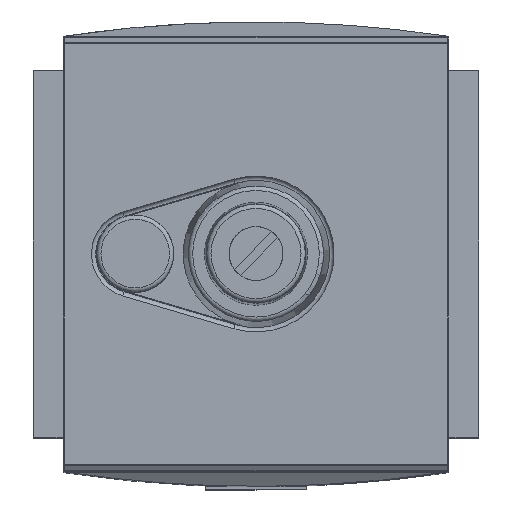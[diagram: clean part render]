
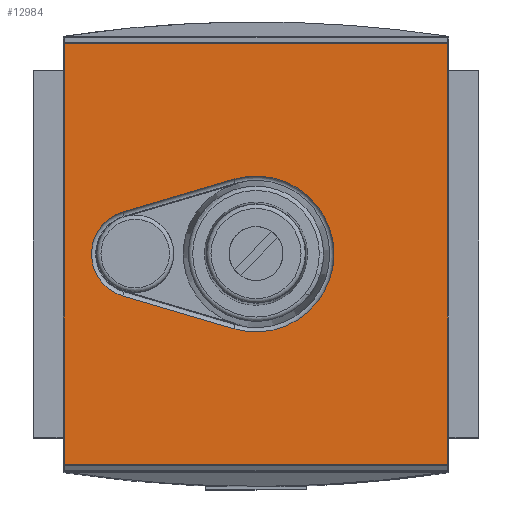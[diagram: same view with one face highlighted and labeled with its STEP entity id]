
A CAD part, top view. The second image highlights one B-rep face of the part: STEP entity #12984.
In plain terms, the highlighted planar face has unit normal (0, 0, 1).
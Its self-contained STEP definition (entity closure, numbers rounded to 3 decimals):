
#12251=CARTESIAN_POINT('',(-15.547,-4.89,34.));
#12252=VERTEX_POINT('',#12251);
#12253=CARTESIAN_POINT('',(-15.547,4.89,34.));
#12254=VERTEX_POINT('',#12253);
#12255=CARTESIAN_POINT('',(-14.1,0.,34.));
#12256=DIRECTION('',(0.0,0.0,-1.0));
#12257=DIRECTION('',(0.0,-1.0,0.0));
#12258=AXIS2_PLACEMENT_3D('',#12255,#12256,#12257);
#12259=CIRCLE('',#12258,5.1);
#12260=EDGE_CURVE('',#12252,#12254,#12259,.T.);
#12563=CARTESIAN_POINT('',(22.4,24.573,34.0));
#12564=VERTEX_POINT('',#12563);
#12587=CARTESIAN_POINT('',(22.4,-24.546,34.0));
#12588=VERTEX_POINT('',#12587);
#12653=CARTESIAN_POINT('',(-22.4,24.573,34.));
#12654=VERTEX_POINT('',#12653);
#12679=CARTESIAN_POINT('',(-22.4,-24.546,34.));
#12680=VERTEX_POINT('',#12679);
#12825=CARTESIAN_POINT('',(-22.4,24.573,34.));
#12826=DIRECTION('',(1.0,0.0,0.0));
#12827=VECTOR('',#12826,44.8);
#12828=LINE('',#12825,#12827);
#12829=EDGE_CURVE('',#12654,#12564,#12828,.T.);
#12842=CARTESIAN_POINT('',(22.4,24.573,34.0));
#12843=DIRECTION('',(0.0,-1.0,0.0));
#12844=VECTOR('',#12843,49.119);
#12845=LINE('',#12842,#12844);
#12846=EDGE_CURVE('',#12564,#12588,#12845,.T.);
#12861=CARTESIAN_POINT('',(22.4,-24.546,34.0));
#12862=DIRECTION('',(-1.0,0.0,0.0));
#12863=VECTOR('',#12862,44.8);
#12864=LINE('',#12861,#12863);
#12865=EDGE_CURVE('',#12588,#12680,#12864,.T.);
#12876=CARTESIAN_POINT('',(-22.4,-24.546,34.));
#12877=DIRECTION('',(0.0,1.0,0.0));
#12878=VECTOR('',#12877,49.119);
#12879=LINE('',#12876,#12878);
#12880=EDGE_CURVE('',#12680,#12654,#12879,.T.);
#12892=CARTESIAN_POINT('',(-2.582,8.726,34.));
#12893=VERTEX_POINT('',#12892);
#12894=CARTESIAN_POINT('',(-2.582,-8.726,34.));
#12895=VERTEX_POINT('',#12894);
#12896=CARTESIAN_POINT('',(0.,0.,34.));
#12897=DIRECTION('',(0.0,0.0,-1.0));
#12898=DIRECTION('',(0.0,-1.0,0.0));
#12899=AXIS2_PLACEMENT_3D('',#12896,#12897,#12898);
#12900=CIRCLE('',#12899,9.1);
#12901=EDGE_CURVE('',#12893,#12895,#12900,.T.);
#12926=CARTESIAN_POINT('',(-15.547,4.89,34.));
#12927=DIRECTION('',(0.959,0.284,0.0));
#12928=VECTOR('',#12927,13.521);
#12929=LINE('',#12926,#12928);
#12930=EDGE_CURVE('',#12254,#12893,#12929,.T.);
#12955=CARTESIAN_POINT('',(-2.582,-8.726,34.));
#12956=DIRECTION('',(-0.959,0.284,0.0));
#12957=VECTOR('',#12956,13.521);
#12958=LINE('',#12955,#12957);
#12959=EDGE_CURVE('',#12895,#12252,#12958,.T.);
#12967=CARTESIAN_POINT('',(0.,0.,34.));
#12968=DIRECTION('',(0.0,0.0,-1.0));
#12969=DIRECTION('',(0.0,-1.0,0.0));
#12970=AXIS2_PLACEMENT_3D('',#12967,#12968,#12969);
#12971=PLANE('',#12970);
#12972=ORIENTED_EDGE('',*,*,#12880,.F.);
#12973=ORIENTED_EDGE('',*,*,#12865,.F.);
#12974=ORIENTED_EDGE('',*,*,#12846,.F.);
#12975=ORIENTED_EDGE('',*,*,#12829,.F.);
#12976=EDGE_LOOP('',(#12972,#12973,#12974,#12975));
#12977=FACE_OUTER_BOUND('',#12976,.T.);
#12978=ORIENTED_EDGE('',*,*,#12901,.T.);
#12979=ORIENTED_EDGE('',*,*,#12959,.T.);
#12980=ORIENTED_EDGE('',*,*,#12260,.T.);
#12981=ORIENTED_EDGE('',*,*,#12930,.T.);
#12982=EDGE_LOOP('',(#12978,#12979,#12980,#12981));
#12983=FACE_BOUND('',#12982,.T.);
#12984=ADVANCED_FACE('',(#12977,#12983),#12971,.F.);
